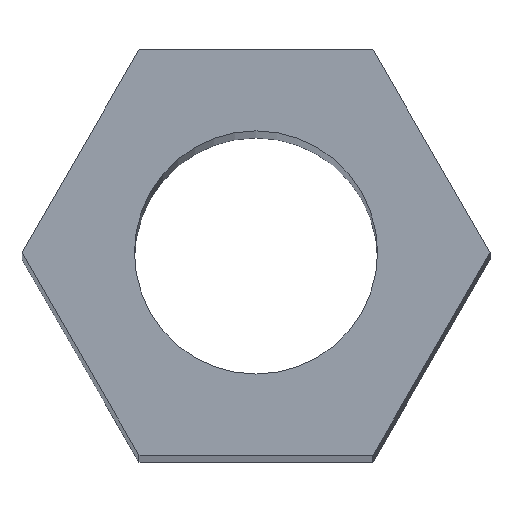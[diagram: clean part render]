
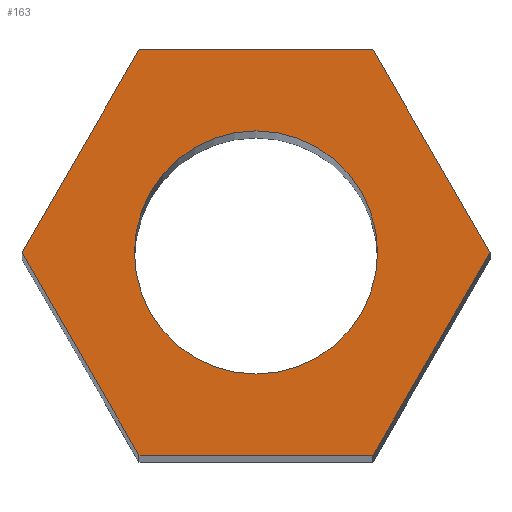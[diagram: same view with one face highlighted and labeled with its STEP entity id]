
A CAD part, top view. The second image highlights one B-rep face of the part: STEP entity #163.
In plain terms, the highlighted planar face has unit normal (0, 0, 1).
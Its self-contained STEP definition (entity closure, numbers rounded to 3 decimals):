
#24 = VERTEX_POINT('',#25);
#25 = CARTESIAN_POINT('',(1.443,-2.5,50.));
#31 = EDGE_CURVE('',#24,#32,#34,.T.);
#32 = VERTEX_POINT('',#33);
#33 = CARTESIAN_POINT('',(2.887,0.,50.));
#34 = LINE('',#35,#36);
#35 = CARTESIAN_POINT('',(1.443,-2.5,50.));
#36 = VECTOR('',#37,1.);
#37 = DIRECTION('',(0.5,0.866,0.));
#64 = VERTEX_POINT('',#65);
#65 = CARTESIAN_POINT('',(-1.443,-2.5,50.));
#71 = EDGE_CURVE('',#64,#24,#72,.T.);
#72 = LINE('',#73,#74);
#73 = CARTESIAN_POINT('',(-1.443,-2.5,50.));
#74 = VECTOR('',#75,1.);
#75 = DIRECTION('',(1.,0.,0.));
#93 = EDGE_CURVE('',#32,#94,#96,.T.);
#94 = VERTEX_POINT('',#95);
#95 = CARTESIAN_POINT('',(1.443,2.5,50.));
#96 = LINE('',#97,#98);
#97 = CARTESIAN_POINT('',(2.887,0.,50.));
#98 = VECTOR('',#99,1.);
#99 = DIRECTION('',(-0.5,0.866,0.));
#163 = ADVANCED_FACE('',(#164,#191),#202,.T.);
#164 = FACE_BOUND('',#165,.T.);
#165 = EDGE_LOOP('',(#166,#167,#168,#176,#184,#190));
#166 = ORIENTED_EDGE('',*,*,#31,.T.);
#167 = ORIENTED_EDGE('',*,*,#93,.T.);
#168 = ORIENTED_EDGE('',*,*,#169,.T.);
#169 = EDGE_CURVE('',#94,#170,#172,.T.);
#170 = VERTEX_POINT('',#171);
#171 = CARTESIAN_POINT('',(-1.443,2.5,50.));
#172 = LINE('',#173,#174);
#173 = CARTESIAN_POINT('',(1.443,2.5,50.));
#174 = VECTOR('',#175,1.);
#175 = DIRECTION('',(-1.,0.,0.));
#176 = ORIENTED_EDGE('',*,*,#177,.T.);
#177 = EDGE_CURVE('',#170,#178,#180,.T.);
#178 = VERTEX_POINT('',#179);
#179 = CARTESIAN_POINT('',(-2.887,0.,50.));
#180 = LINE('',#181,#182);
#181 = CARTESIAN_POINT('',(-1.443,2.5,50.));
#182 = VECTOR('',#183,1.);
#183 = DIRECTION('',(-0.5,-0.866,0.));
#184 = ORIENTED_EDGE('',*,*,#185,.T.);
#185 = EDGE_CURVE('',#178,#64,#186,.T.);
#186 = LINE('',#187,#188);
#187 = CARTESIAN_POINT('',(-2.887,0.,50.));
#188 = VECTOR('',#189,1.);
#189 = DIRECTION('',(0.5,-0.866,0.));
#190 = ORIENTED_EDGE('',*,*,#71,.T.);
#191 = FACE_BOUND('',#192,.T.);
#192 = EDGE_LOOP('',(#193));
#193 = ORIENTED_EDGE('',*,*,#194,.F.);
#194 = EDGE_CURVE('',#195,#195,#197,.T.);
#195 = VERTEX_POINT('',#196);
#196 = CARTESIAN_POINT('',(1.5,0.,50.));
#197 = CIRCLE('',#198,1.5);
#198 = AXIS2_PLACEMENT_3D('',#199,#200,#201);
#199 = CARTESIAN_POINT('',(0.,0.,50.));
#200 = DIRECTION('',(0.,0.,1.));
#201 = DIRECTION('',(1.,0.,0.));
#202 = PLANE('',#203);
#203 = AXIS2_PLACEMENT_3D('',#204,#205,#206);
#204 = CARTESIAN_POINT('',(0.,0.,50.)
  );
#205 = DIRECTION('',(0.,0.,1.));
#206 = DIRECTION('',(1.,0.,0.));
